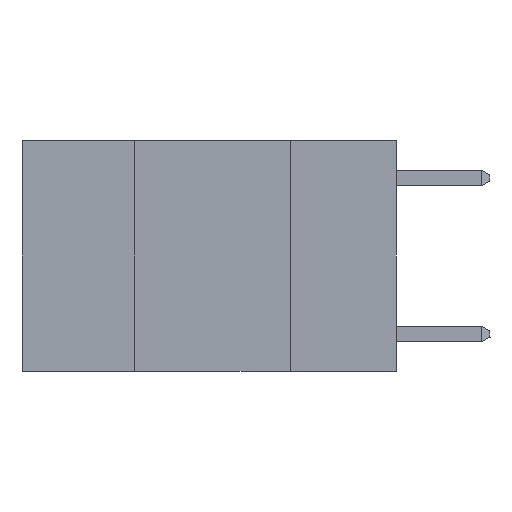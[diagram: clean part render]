
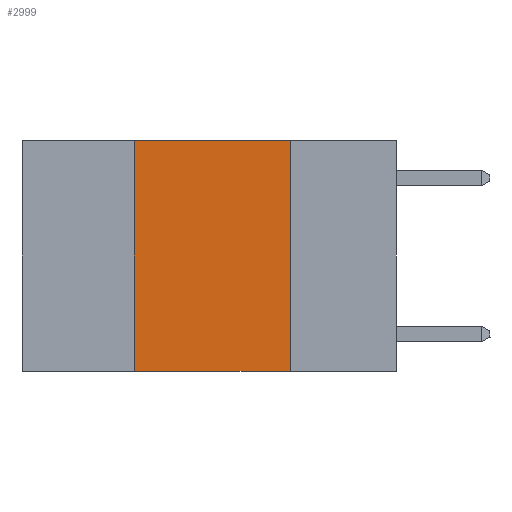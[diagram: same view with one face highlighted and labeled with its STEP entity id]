
A CAD part, left-side view. The second image highlights one B-rep face of the part: STEP entity #2999.
In plain terms, the highlighted planar face has unit normal (-1, 0, 0).
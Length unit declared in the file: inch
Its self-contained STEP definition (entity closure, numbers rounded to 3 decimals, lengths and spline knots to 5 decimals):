
#349 = CARTESIAN_POINT ( 'NONE',  ( 0., 0.42, 0. ) ) ;
#1422 = VERTEX_POINT ( 'NONE', #349 ) ;
#1597 = CARTESIAN_POINT ( 'NONE',  ( 0., 0.6, -0.37 ) ) ;
#2103 = DIRECTION ( 'NONE',  ( 0., -1., 0. ) ) ;
#2636 = VERTEX_POINT ( 'NONE', #9410 ) ;
#2701 = EDGE_CURVE ( 'NONE', #3527, #2636, #12697, .T. ) ;
#2999 = ADVANCED_FACE ( 'NONE', ( #13429 ), #8886, .F. ) ;
#3264 = CARTESIAN_POINT ( 'NONE',  ( 0., 0.6, 0. ) ) ;
#3343 = DIRECTION ( 'NONE',  ( 1., 0., 0. ) ) ;
#3527 = VERTEX_POINT ( 'NONE', #3839 ) ;
#3585 = VECTOR ( 'NONE', #10074, 39.37008 ) ;
#3839 = CARTESIAN_POINT ( 'NONE',  ( 0., 0.42, -0.37 ) ) ;
#4123 = ORIENTED_EDGE ( 'NONE', *, *, #6029, .F. ) ;
#4487 = LINE ( 'NONE', #8995, #9693 ) ;
#5741 = DIRECTION ( 'NONE',  ( 0., 0., 1. ) ) ;
#6008 = VECTOR ( 'NONE', #7124, 39.37008 ) ;
#6029 = EDGE_CURVE ( 'NONE', #1422, #13970, #13442, .T. ) ;
#7124 = DIRECTION ( 'NONE',  ( 0., -1., 0. ) ) ;
#7486 = ORIENTED_EDGE ( 'NONE', *, *, #2701, .T. ) ;
#7859 = DIRECTION ( 'NONE',  ( 0., 0., -1. ) ) ;
#8886 = PLANE ( 'NONE',  #9766 ) ;
#8898 = CARTESIAN_POINT ( 'NONE',  ( 0., 0.6, 0. ) ) ;
#8949 = EDGE_LOOP ( 'NONE', ( #14497, #4123, #12774, #7486 ) ) ;
#8995 = CARTESIAN_POINT ( 'NONE',  ( 0., 0.42, 0. ) ) ;
#9410 = CARTESIAN_POINT ( 'NONE',  ( 0., 0.17, -0.37 ) ) ;
#9693 = VECTOR ( 'NONE', #5741, 39.37008 ) ;
#9766 = AXIS2_PLACEMENT_3D ( 'NONE', #3264, #3343, #7859 ) ;
#10004 = CARTESIAN_POINT ( 'NONE',  ( 0., 0.17, 0. ) ) ;
#10074 = DIRECTION ( 'NONE',  ( 0., 0., -1. ) ) ;
#10764 = VECTOR ( 'NONE', #2103, 39.37008 ) ;
#11933 = EDGE_CURVE ( 'NONE', #3527, #1422, #4487, .T. ) ;
#12042 = LINE ( 'NONE', #10004, #3585 ) ;
#12697 = LINE ( 'NONE', #1597, #6008 ) ;
#12774 = ORIENTED_EDGE ( 'NONE', *, *, #11933, .F. ) ;
#13429 = FACE_OUTER_BOUND ( 'NONE', #8949, .T. ) ;
#13442 = LINE ( 'NONE', #8898, #10764 ) ;
#13754 = CARTESIAN_POINT ( 'NONE',  ( 0., 0.17, 0. ) ) ;
#13970 = VERTEX_POINT ( 'NONE', #13754 ) ;
#14176 = EDGE_CURVE ( 'NONE', #13970, #2636, #12042, .T. ) ;
#14497 = ORIENTED_EDGE ( 'NONE', *, *, #14176, .F. ) ;
